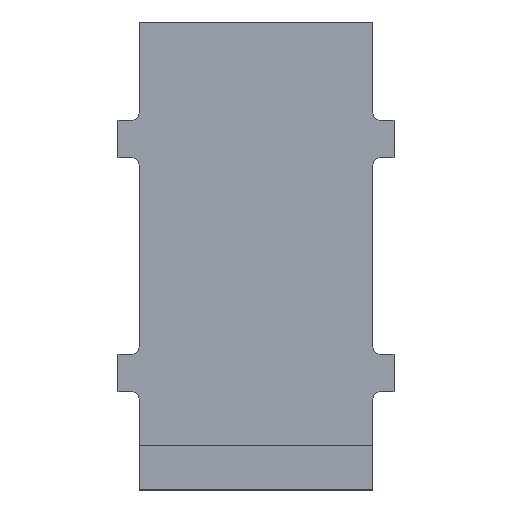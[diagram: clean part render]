
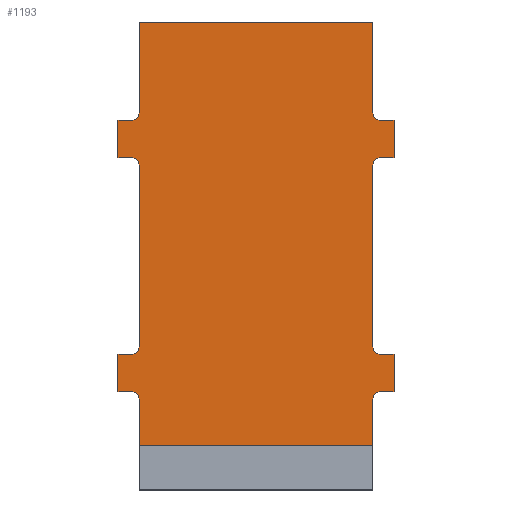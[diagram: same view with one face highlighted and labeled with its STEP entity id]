
A CAD part, top view. The second image highlights one B-rep face of the part: STEP entity #1193.
In plain terms, the highlighted face is planar.
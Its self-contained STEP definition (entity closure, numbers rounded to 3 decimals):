
#166=CARTESIAN_POINT('',(-1.33,0.254,-0.97));
#167=DIRECTION('',(0.,-1.,0.));
#168=DIRECTION('',(0.,0.,-1.));
#169=AXIS2_PLACEMENT_3D('',#166,#167,#168);
#286=CARTESIAN_POINT('',(-1.33,0.254,-1.53));
#287=DIRECTION('',(0.,-1.,0.));
#288=DIRECTION('',(1.,0.,0.));
#289=AXIS2_PLACEMENT_3D('',#286,#287,#288);
#302=DIRECTION('',(-1.,0.,0.));
#303=VECTOR('',#302,0.145);
#304=CARTESIAN_POINT('',(-1.33,0.254,-1.45));
#305=LINE('',#304,#303);
#309=DIRECTION('',(0.,0.,1.));
#310=VECTOR('',#309,0.97);
#311=CARTESIAN_POINT('',(-1.25,0.254,-2.5));
#312=LINE('',#311,#310);
#316=DIRECTION('',(-1.,0.,0.));
#317=VECTOR('',#316,2.5);
#318=CARTESIAN_POINT('',(1.25,0.254,-2.5));
#319=LINE('',#318,#317);
#323=DIRECTION('',(0.,0.,-1.));
#324=VECTOR('',#323,0.97);
#325=CARTESIAN_POINT('',(1.25,0.254,-1.53));
#326=LINE('',#325,#324);
#330=DIRECTION('',(-1.,0.,0.));
#331=VECTOR('',#330,0.145);
#332=CARTESIAN_POINT('',(1.475,0.254,-1.45));
#333=LINE('',#332,#331);
#337=DIRECTION('',(0.,0.,-1.));
#338=VECTOR('',#337,0.4);
#339=CARTESIAN_POINT('',(1.475,0.254,-1.05));
#340=LINE('',#339,#338);
#344=DIRECTION('',(1.,0.,0.));
#345=VECTOR('',#344,0.145);
#346=CARTESIAN_POINT('',(1.33,0.254,-1.05));
#347=LINE('',#346,#345);
#351=DIRECTION('',(0.,0.,-1.));
#352=VECTOR('',#351,1.94);
#353=CARTESIAN_POINT('',(1.25,0.254,0.97));
#354=LINE('',#353,#352);
#358=DIRECTION('',(-1.,0.,0.));
#359=VECTOR('',#358,0.145);
#360=CARTESIAN_POINT('',(1.475,0.254,1.05));
#361=LINE('',#360,#359);
#365=DIRECTION('',(0.,0.,-1.));
#366=VECTOR('',#365,0.4);
#367=CARTESIAN_POINT('',(1.475,0.254,1.45));
#368=LINE('',#367,#366);
#372=DIRECTION('',(1.,0.,0.));
#373=VECTOR('',#372,0.145);
#374=CARTESIAN_POINT('',(1.33,0.254,1.45));
#375=LINE('',#374,#373);
#379=DIRECTION('',(0.,0.,-1.));
#380=VECTOR('',#379,0.495);
#381=CARTESIAN_POINT('',(1.25,0.254,2.025));
#382=LINE('',#381,#380);
#386=DIRECTION('',(1.,0.,0.));
#387=VECTOR('',#386,2.5);
#388=CARTESIAN_POINT('',(-1.25,0.254,2.025));
#389=LINE('',#388,#387);
#393=DIRECTION('',(0.,0.,1.));
#394=VECTOR('',#393,0.495);
#395=CARTESIAN_POINT('',(-1.25,0.254,1.53));
#396=LINE('',#395,#394);
#400=DIRECTION('',(1.,0.,0.));
#401=VECTOR('',#400,0.145);
#402=CARTESIAN_POINT('',(-1.475,0.254,1.45));
#403=LINE('',#402,#401);
#407=DIRECTION('',(0.,0.,1.));
#408=VECTOR('',#407,0.4);
#409=CARTESIAN_POINT('',(-1.475,0.254,1.05));
#410=LINE('',#409,#408);
#414=DIRECTION('',(-1.,0.,0.));
#415=VECTOR('',#414,0.145);
#416=CARTESIAN_POINT('',(-1.33,0.254,1.05));
#417=LINE('',#416,#415);
#421=DIRECTION('',(0.,0.,1.));
#422=VECTOR('',#421,1.94);
#423=CARTESIAN_POINT('',(-1.25,0.254,-0.97));
#424=LINE('',#423,#422);
#428=DIRECTION('',(1.,0.,0.));
#429=VECTOR('',#428,0.145);
#430=CARTESIAN_POINT('',(-1.475,0.254,-1.05));
#431=LINE('',#430,#429);
#435=DIRECTION('',(0.,0.,1.));
#436=VECTOR('',#435,0.4);
#437=CARTESIAN_POINT('',(-1.475,0.254,-1.45));
#438=LINE('',#437,#436);
#534=CARTESIAN_POINT('',(1.33,0.254,-1.53));
#535=DIRECTION('',(0.,-1.,0.));
#536=DIRECTION('',(0.,0.,1.));
#537=AXIS2_PLACEMENT_3D('',#534,#535,#536);
#570=CARTESIAN_POINT('',(1.33,0.254,-0.97));
#571=DIRECTION('',(0.,-1.,0.));
#572=DIRECTION('',(-1.,0.,0.));
#573=AXIS2_PLACEMENT_3D('',#570,#571,#572);
#628=CARTESIAN_POINT('',(1.33,0.254,1.53));
#629=DIRECTION('',(0.,-1.,0.));
#630=DIRECTION('',(-1.,0.,0.));
#631=AXIS2_PLACEMENT_3D('',#628,#629,#630);
#680=CARTESIAN_POINT('',(1.33,0.254,0.97));
#681=DIRECTION('',(0.,-1.,0.));
#682=DIRECTION('',(0.,0.,1.));
#683=AXIS2_PLACEMENT_3D('',#680,#681,#682);
#696=CARTESIAN_POINT('',(-1.33,0.254,1.53));
#697=DIRECTION('',(0.,-1.,0.));
#698=DIRECTION('',(0.,0.,-1.));
#699=AXIS2_PLACEMENT_3D('',#696,#697,#698);
#732=CARTESIAN_POINT('',(-1.33,0.254,0.97));
#733=DIRECTION('',(0.,-1.,0.));
#734=DIRECTION('',(1.,0.,0.));
#735=AXIS2_PLACEMENT_3D('',#732,#733,#734);
#810=CARTESIAN_POINT('',(1.25,0.254,-2.5));
#811=CARTESIAN_POINT('',(-1.25,0.254,-2.5));
#812=VERTEX_POINT('',#810);
#813=VERTEX_POINT('',#811);
#814=CARTESIAN_POINT('',(-1.25,0.254,2.025));
#815=CARTESIAN_POINT('',(1.25,0.254,2.025));
#816=VERTEX_POINT('',#814);
#817=VERTEX_POINT('',#815);
#854=CARTESIAN_POINT('',(-1.475,0.254,-1.45));
#855=CARTESIAN_POINT('',(-1.475,0.254,-1.05));
#856=VERTEX_POINT('',#854);
#857=VERTEX_POINT('',#855);
#858=CARTESIAN_POINT('',(1.475,0.254,-1.05));
#859=CARTESIAN_POINT('',(1.475,0.254,-1.45));
#860=VERTEX_POINT('',#858);
#861=VERTEX_POINT('',#859);
#862=CARTESIAN_POINT('',(-1.475,0.254,1.05));
#863=CARTESIAN_POINT('',(-1.475,0.254,1.45));
#864=VERTEX_POINT('',#862);
#865=VERTEX_POINT('',#863);
#866=CARTESIAN_POINT('',(1.475,0.254,1.45));
#867=CARTESIAN_POINT('',(1.475,0.254,1.05));
#868=VERTEX_POINT('',#866);
#869=VERTEX_POINT('',#867);
#887=CARTESIAN_POINT('',(-1.25,0.254,-0.97));
#889=VERTEX_POINT('',#887);
#891=CARTESIAN_POINT('',(-1.33,0.254,-1.05));
#893=VERTEX_POINT('',#891);
#894=CARTESIAN_POINT('',(-1.25,0.254,-1.53));
#896=VERTEX_POINT('',#894);
#898=CARTESIAN_POINT('',(-1.33,0.254,-1.45));
#900=VERTEX_POINT('',#898);
#903=CARTESIAN_POINT('',(1.25,0.254,-1.53));
#905=VERTEX_POINT('',#903);
#907=CARTESIAN_POINT('',(1.33,0.254,-1.45));
#909=VERTEX_POINT('',#907);
#910=CARTESIAN_POINT('',(1.25,0.254,-0.97));
#912=VERTEX_POINT('',#910);
#914=CARTESIAN_POINT('',(1.33,0.254,-1.05));
#916=VERTEX_POINT('',#914);
#919=CARTESIAN_POINT('',(-1.25,0.254,1.53));
#921=VERTEX_POINT('',#919);
#923=CARTESIAN_POINT('',(-1.33,0.254,1.45));
#925=VERTEX_POINT('',#923);
#926=CARTESIAN_POINT('',(-1.25,0.254,0.97));
#928=VERTEX_POINT('',#926);
#930=CARTESIAN_POINT('',(-1.33,0.254,1.05));
#932=VERTEX_POINT('',#930);
#934=CARTESIAN_POINT('',(1.25,0.254,1.53));
#936=VERTEX_POINT('',#934);
#938=CARTESIAN_POINT('',(1.33,0.254,1.45));
#940=VERTEX_POINT('',#938);
#943=CARTESIAN_POINT('',(1.25,0.254,0.97));
#945=VERTEX_POINT('',#943);
#947=CARTESIAN_POINT('',(1.33,0.254,1.05));
#949=VERTEX_POINT('',#947);
#1135=CARTESIAN_POINT('',(0.,0.254,0.));
#1136=DIRECTION('',(0.,1.,0.));
#1137=DIRECTION('',(1.,0.,0.));
#1138=AXIS2_PLACEMENT_3D('',#1135,#1136,#1137);
#1139=PLANE('',#1138);
#1141=ORIENTED_EDGE('',*,*,#1140,.F.);
#1142=ORIENTED_EDGE('',*,*,#1127,.F.);
#1143=ORIENTED_EDGE('',*,*,#1020,.F.);
#1145=ORIENTED_EDGE('',*,*,#1144,.F.);
#1147=ORIENTED_EDGE('',*,*,#1146,.F.);
#1149=ORIENTED_EDGE('',*,*,#1148,.F.);
#1151=ORIENTED_EDGE('',*,*,#1150,.F.);
#1153=ORIENTED_EDGE('',*,*,#1152,.F.);
#1155=ORIENTED_EDGE('',*,*,#1154,.F.);
#1157=ORIENTED_EDGE('',*,*,#1156,.F.);
#1159=ORIENTED_EDGE('',*,*,#1158,.F.);
#1161=ORIENTED_EDGE('',*,*,#1160,.F.);
#1163=ORIENTED_EDGE('',*,*,#1162,.F.);
#1165=ORIENTED_EDGE('',*,*,#1164,.F.);
#1167=ORIENTED_EDGE('',*,*,#1166,.F.);
#1169=ORIENTED_EDGE('',*,*,#1168,.F.);
#1171=ORIENTED_EDGE('',*,*,#1170,.F.);
#1173=ORIENTED_EDGE('',*,*,#1172,.F.);
#1174=ORIENTED_EDGE('',*,*,#1006,.F.);
#1176=ORIENTED_EDGE('',*,*,#1175,.F.);
#1178=ORIENTED_EDGE('',*,*,#1177,.F.);
#1180=ORIENTED_EDGE('',*,*,#1179,.F.);
#1182=ORIENTED_EDGE('',*,*,#1181,.F.);
#1184=ORIENTED_EDGE('',*,*,#1183,.F.);
#1185=ORIENTED_EDGE('',*,*,#998,.F.);
#1186=ORIENTED_EDGE('',*,*,#1039,.F.);
#1188=ORIENTED_EDGE('',*,*,#1187,.F.);
#1190=ORIENTED_EDGE('',*,*,#1189,.F.);
#1191=EDGE_LOOP('',(#1141,#1142,#1143,#1145,#1147,#1149,#1151,#1153,#1155,#1157,
#1159,#1161,#1163,#1165,#1167,#1169,#1171,#1173,#1174,#1176,#1178,#1180,#1182,
#1184,#1185,#1186,#1188,#1190));
#1192=FACE_OUTER_BOUND('',#1191,.F.);
#1193=ADVANCED_FACE('',(#1192),#1139,.T.);
#170=CIRCLE('',#169,0.08);
#290=CIRCLE('',#289,0.08);
#538=CIRCLE('',#537,0.08);
#574=CIRCLE('',#573,0.08);
#632=CIRCLE('',#631,0.08);
#684=CIRCLE('',#683,0.08);
#700=CIRCLE('',#699,0.08);
#736=CIRCLE('',#735,0.08);
#998=EDGE_CURVE('',#889,#928,#424,.T.);
#1006=EDGE_CURVE('',#921,#816,#396,.T.);
#1020=EDGE_CURVE('',#813,#896,#312,.T.);
#1039=EDGE_CURVE('',#893,#889,#170,.T.);
#1127=EDGE_CURVE('',#896,#900,#290,.T.);
#1140=EDGE_CURVE('',#900,#856,#305,.T.);
#1144=EDGE_CURVE('',#812,#813,#319,.T.);
#1146=EDGE_CURVE('',#905,#812,#326,.T.);
#1148=EDGE_CURVE('',#909,#905,#538,.T.);
#1150=EDGE_CURVE('',#861,#909,#333,.T.);
#1152=EDGE_CURVE('',#860,#861,#340,.T.);
#1154=EDGE_CURVE('',#916,#860,#347,.T.);
#1156=EDGE_CURVE('',#912,#916,#574,.T.);
#1158=EDGE_CURVE('',#945,#912,#354,.T.);
#1160=EDGE_CURVE('',#949,#945,#684,.T.);
#1162=EDGE_CURVE('',#869,#949,#361,.T.);
#1164=EDGE_CURVE('',#868,#869,#368,.T.);
#1166=EDGE_CURVE('',#940,#868,#375,.T.);
#1168=EDGE_CURVE('',#936,#940,#632,.T.);
#1170=EDGE_CURVE('',#817,#936,#382,.T.);
#1172=EDGE_CURVE('',#816,#817,#389,.T.);
#1175=EDGE_CURVE('',#925,#921,#700,.T.);
#1177=EDGE_CURVE('',#865,#925,#403,.T.);
#1179=EDGE_CURVE('',#864,#865,#410,.T.);
#1181=EDGE_CURVE('',#932,#864,#417,.T.);
#1183=EDGE_CURVE('',#928,#932,#736,.T.);
#1187=EDGE_CURVE('',#857,#893,#431,.T.);
#1189=EDGE_CURVE('',#856,#857,#438,.T.);
